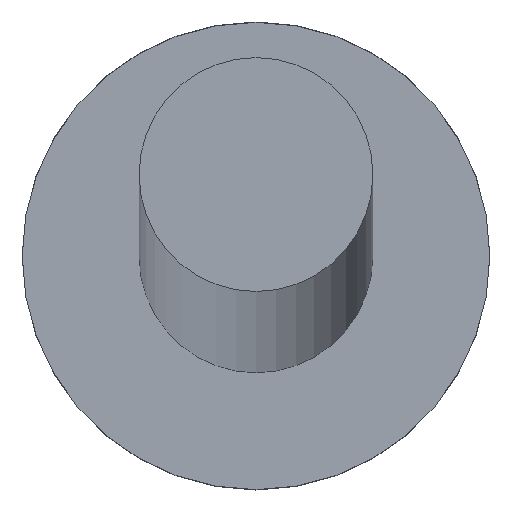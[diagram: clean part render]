
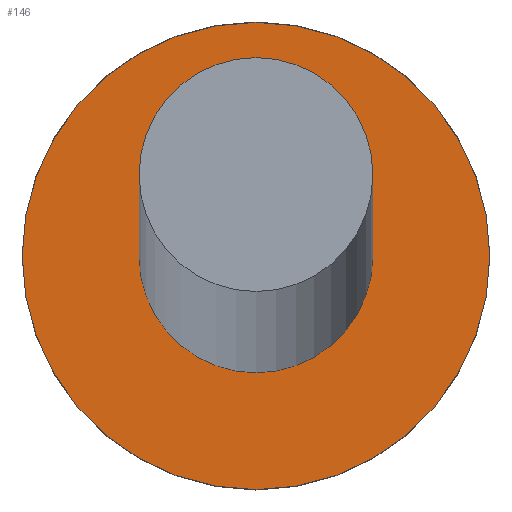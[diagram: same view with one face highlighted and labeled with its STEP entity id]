
A CAD part, top view. The second image highlights one B-rep face of the part: STEP entity #146.
In plain terms, the highlighted planar face has unit normal (0, 0, 1).
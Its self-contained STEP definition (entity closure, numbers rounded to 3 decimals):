
#3 = FACE_OUTER_BOUND ( 'NONE', #10, .T. ) ;
#9 = CIRCLE ( 'NONE', #182, 1.25 ) ;
#10 = EDGE_LOOP ( 'NONE', ( #204, #80 ) ) ;
#14 = CIRCLE ( 'NONE', #147, 2.5 ) ;
#17 = DIRECTION ( 'NONE',  ( 0., 0., 1. ) ) ;
#19 = DIRECTION ( 'NONE',  ( 0., 0., 1. ) ) ;
#21 = DIRECTION ( 'NONE',  ( 0., 0., 1. ) ) ;
#28 = ORIENTED_EDGE ( 'NONE', *, *, #107, .F. ) ;
#32 = VERTEX_POINT ( 'NONE', #171 ) ;
#52 = CARTESIAN_POINT ( 'NONE',  ( 1.25, 0., 2. ) ) ;
#58 = ORIENTED_EDGE ( 'NONE', *, *, #134, .F. ) ;
#63 = VERTEX_POINT ( 'NONE', #52 ) ;
#70 = DIRECTION ( 'NONE',  ( 1., 0., 0. ) ) ;
#74 = AXIS2_PLACEMENT_3D ( 'NONE', #215, #88, #194 ) ;
#76 = EDGE_LOOP ( 'NONE', ( #28, #58 ) ) ;
#80 = ORIENTED_EDGE ( 'NONE', *, *, #193, .T. ) ;
#84 = DIRECTION ( 'NONE',  ( 1., 0., 0. ) ) ;
#86 = CARTESIAN_POINT ( 'NONE',  ( 0., 0., 2. ) ) ;
#88 = DIRECTION ( 'NONE',  ( 0., 0., 1. ) ) ;
#102 = CARTESIAN_POINT ( 'NONE',  ( 0., 0., 2. ) ) ;
#107 = EDGE_CURVE ( 'NONE', #211, #63, #9, .T. ) ;
#110 = CARTESIAN_POINT ( 'NONE',  ( -1.25, 0., 2. ) ) ;
#123 = DIRECTION ( 'NONE',  ( 1., 0., 0. ) ) ;
#125 = PLANE ( 'NONE',  #74 ) ;
#134 = EDGE_CURVE ( 'NONE', #63, #211, #185, .T. ) ;
#146 = ADVANCED_FACE ( 'NONE', ( #179, #3 ), #125, .T. ) ;
#147 = AXIS2_PLACEMENT_3D ( 'NONE', #86, #17, #84 ) ;
#149 = CARTESIAN_POINT ( 'NONE',  ( 0., 0., 2. ) ) ;
#152 = AXIS2_PLACEMENT_3D ( 'NONE', #102, #21, #195 ) ;
#160 = CARTESIAN_POINT ( 'NONE',  ( -2.5, 0., 2. ) ) ;
#171 = CARTESIAN_POINT ( 'NONE',  ( 2.5, 0., 2. ) ) ;
#173 = CARTESIAN_POINT ( 'NONE',  ( 0., 0., 2. ) ) ;
#179 = FACE_BOUND ( 'NONE', #76, .T. ) ;
#182 = AXIS2_PLACEMENT_3D ( 'NONE', #149, #19, #123 ) ;
#185 = CIRCLE ( 'NONE', #152, 1.25 ) ;
#190 = EDGE_CURVE ( 'NONE', #249, #32, #14, .T. ) ;
#193 = EDGE_CURVE ( 'NONE', #32, #249, #212, .T. ) ;
#194 = DIRECTION ( 'NONE',  ( 1., 0., 0. ) ) ;
#195 = DIRECTION ( 'NONE',  ( 1., 0., 0. ) ) ;
#204 = ORIENTED_EDGE ( 'NONE', *, *, #190, .T. ) ;
#211 = VERTEX_POINT ( 'NONE', #110 ) ;
#212 = CIRCLE ( 'NONE', #235, 2.5 ) ;
#215 = CARTESIAN_POINT ( 'NONE',  ( 0., 0., 2. ) ) ;
#235 = AXIS2_PLACEMENT_3D ( 'NONE', #173, #254, #70 ) ;
#249 = VERTEX_POINT ( 'NONE', #160 ) ;
#254 = DIRECTION ( 'NONE',  ( 0., 0., 1. ) ) ;
